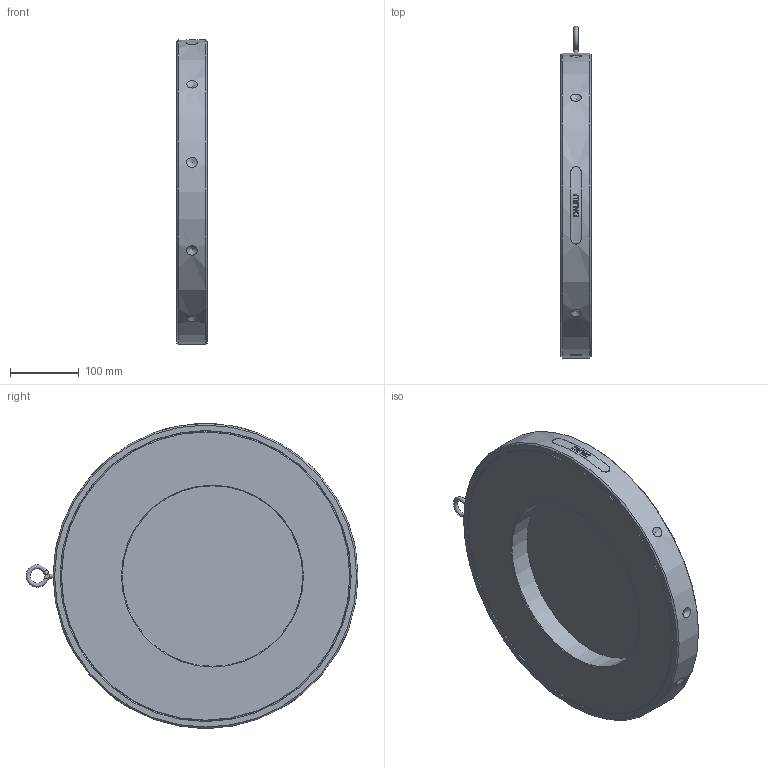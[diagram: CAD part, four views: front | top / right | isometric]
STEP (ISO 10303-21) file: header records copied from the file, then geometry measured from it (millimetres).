
FILE_DESCRIPTION(/* description */ (''),/* implementation_level */ '2;1');
FILE_NAME(/* name */ 'DN350_3D_STEP.stp',/* time_stamp */ '2024-10-27T21:21:28+03:00',/* author */ ('igorr'),/* organization */ (''),/* preprocessor_version */ 'ST-DEVELOPER v20',/* originating_system */ 'Autodesk Inventor 2025',/* authorisation */ '');
FILE_SCHEMA (('AUTOMOTIVE_DESIGN { 1 0 10303 214 3 1 1 }'));
Length unit declared in the file: millimetre
Products named in the file (1): Деталь
Bounding box: 44 x 483.67 x 444.2 mm (x, y, z)
Volume: 4709962.4 mm3; surface area: 423478.1 mm2
Topology: 1 solids, 1 shells, 184 faces, 472 edges, 308 vertices
Faces by surface type: plane 92, cylinder 34, bspline 26, cone 17, torus 15
Full cylindrical faces by diameter (mm): 6 x2, 10 x2, 263 x1, 444 x1
Entity records: 6915 total; most frequent: CARTESIAN_POINT 2350, ORIENTED_EDGE 924, DIRECTION 830, EDGE_CURVE 462, VERTEX_POINT 308, AXIS2_PLACEMENT_3D 291, LINE 248, VECTOR 248
